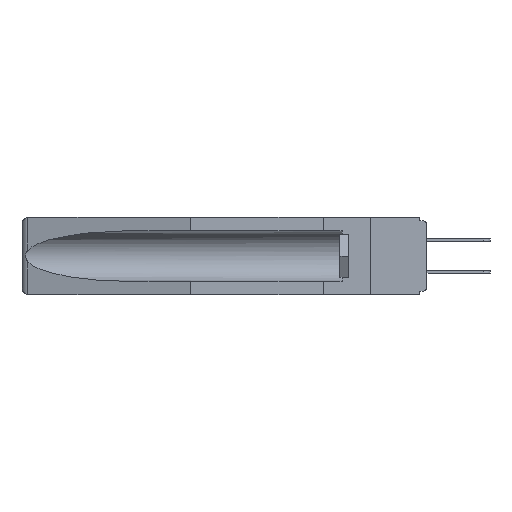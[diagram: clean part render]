
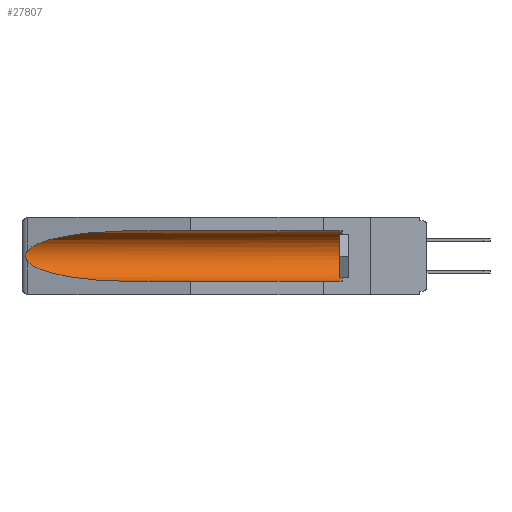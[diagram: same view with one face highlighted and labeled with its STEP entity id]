
A CAD part, left-side view. The second image highlights one B-rep face of the part: STEP entity #27807.
In plain terms, the highlighted cylindrical face has radius 2.857 mm (diameter 5.715 mm), a partial arc.
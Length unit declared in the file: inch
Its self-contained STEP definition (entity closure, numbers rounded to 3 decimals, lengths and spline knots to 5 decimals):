
#164 = CARTESIAN_POINT ( 'NONE',  ( 0.26537, 1.52718, -0.19328 ) ) ;
#905 = DIRECTION ( 'NONE',  ( 0., 0., 1. ) ) ;
#939 = VECTOR ( 'NONE', #10503, 39.37008 ) ;
#978 = VERTEX_POINT ( 'NONE', #25019 ) ;
#1581 = EDGE_CURVE ( 'NONE', #12797, #16027, #9956, .T. ) ;
#2364 = CARTESIAN_POINT ( 'NONE',  ( 0.25451, 1.48313, -0.24835 ) ) ;
#2466 = CARTESIAN_POINT ( 'NONE',  ( 0.2675, 1.53308, -0.17534 ) ) ;
#2630 = CARTESIAN_POINT ( 'NONE',  ( 0.155, 1.07973, -0.059 ) ) ;
#4787 = CARTESIAN_POINT ( 'NONE',  ( 0.26655, 1.53094, -0.18657 ) ) ;
#5020 = ORIENTED_EDGE ( 'NONE', *, *, #19052, .T. ) ;
#5531 =( BOUNDED_CURVE ( )  B_SPLINE_CURVE ( 3, ( #20751, #2364, #27649, #27738 ),
 .UNSPECIFIED., .F., .F. ) 
 B_SPLINE_CURVE_WITH_KNOTS ( ( 4, 4 ),
 ( 0.1948, 1.5708 ),
 .UNSPECIFIED. ) 
 CURVE ( )  GEOMETRIC_REPRESENTATION_ITEM ( )  RATIONAL_B_SPLINE_CURVE ( ( 1., 0.848, 0.848, 1. ) ) 
 REPRESENTATION_ITEM ( '' )  );
#6147 = AXIS2_PLACEMENT_3D ( 'NONE', #12328, #26146, #905 ) ;
#6659 = DIRECTION ( 'NONE',  ( 0., 1., 0. ) ) ;
#7471 = CARTESIAN_POINT ( 'NONE',  ( 0.26537, 1.52718, -0.19328 ) ) ;
#8632 = ORIENTED_EDGE ( 'NONE', *, *, #22178, .T. ) ;
#8770 = CARTESIAN_POINT ( 'NONE',  ( 0.155, -0.30754, -0.284 ) ) ;
#8871 = DIRECTION ( 'NONE',  ( 0., 0., 1. ) ) ;
#9321 = CARTESIAN_POINT ( 'NONE',  ( 0.26537, 1.52718, -0.14972 ) ) ;
#9956 =( BOUNDED_CURVE ( )  B_SPLINE_CURVE ( 3, ( #22336, #26996, #26886, #10859 ),
 .UNSPECIFIED., .F., .F. ) 
 B_SPLINE_CURVE_WITH_KNOTS ( ( 4, 4 ),
 ( 4.71239, 6.08839 ),
 .UNSPECIFIED. ) 
 CURVE ( )  GEOMETRIC_REPRESENTATION_ITEM ( )  RATIONAL_B_SPLINE_CURVE ( ( 1., 0.848, 0.848, 1. ) ) 
 REPRESENTATION_ITEM ( '' )  );
#10503 = DIRECTION ( 'NONE',  ( 0., 1., 0. ) ) ;
#10805 = FACE_OUTER_BOUND ( 'NONE', #29359, .T. ) ;
#10859 = CARTESIAN_POINT ( 'NONE',  ( 0.26537, 1.52718, -0.14972 ) ) ;
#12328 = CARTESIAN_POINT ( 'NONE',  ( 0.155, 0.126, -0.1715 ) ) ;
#12797 = VERTEX_POINT ( 'NONE', #2630 ) ;
#13959 = CARTESIAN_POINT ( 'NONE',  ( 0.26537, 1.52718, -0.14972 ) ) ;
#14307 = B_SPLINE_CURVE_WITH_KNOTS ( 'NONE', 3,
 ( #9321, #22915, #25236, #27644, #16184, #2466, #18485, #4787, #23115, #7471 ),
 .UNSPECIFIED., .F., .F.,
 ( 4, 2, 2, 2, 4 ),
 ( 0., 0.00029, 0.00058, 0.00087, 0.00117 ),
 .UNSPECIFIED. ) ;
#14713 = ORIENTED_EDGE ( 'NONE', *, *, #15931, .T. ) ;
#15059 = CYLINDRICAL_SURFACE ( 'NONE', #17641, 0.1125 ) ;
#15931 = EDGE_CURVE ( 'NONE', #978, #12797, #24999, .T. ) ;
#16027 = VERTEX_POINT ( 'NONE', #13959 ) ;
#16184 = CARTESIAN_POINT ( 'NONE',  ( 0.2675, 1.53308, -0.16763 ) ) ;
#16414 = EDGE_CURVE ( 'NONE', #17032, #24853, #5531, .T. ) ;
#16733 = ORIENTED_EDGE ( 'NONE', *, *, #16414, .T. ) ;
#17032 = VERTEX_POINT ( 'NONE', #164 ) ;
#17190 = CARTESIAN_POINT ( 'NONE',  ( 0.155, -0.30754, -0.059 ) ) ;
#17641 = AXIS2_PLACEMENT_3D ( 'NONE', #27100, #6659, #8871 ) ;
#17750 = DIRECTION ( 'NONE',  ( 0., 1., 0. ) ) ;
#18447 = LINE ( 'NONE', #8770, #26711 ) ;
#18485 = CARTESIAN_POINT ( 'NONE',  ( 0.2673, 1.53269, -0.17917 ) ) ;
#19052 = EDGE_CURVE ( 'NONE', #16027, #17032, #14307, .T. ) ;
#20751 = CARTESIAN_POINT ( 'NONE',  ( 0.26537, 1.52718, -0.19328 ) ) ;
#21023 = ORIENTED_EDGE ( 'NONE', *, *, #1581, .T. ) ;
#21366 = CIRCLE ( 'NONE', #6147, 0.1125 ) ;
#21492 = CARTESIAN_POINT ( 'NONE',  ( 0.155, 0.126, -0.284 ) ) ;
#22178 = EDGE_CURVE ( 'NONE', #29521, #978, #21366, .T. ) ;
#22336 = CARTESIAN_POINT ( 'NONE',  ( 0.155, 1.07973, -0.059 ) ) ;
#22915 = CARTESIAN_POINT ( 'NONE',  ( 0.26597, 1.52961, -0.15275 ) ) ;
#22956 = ORIENTED_EDGE ( 'NONE', *, *, #25604, .F. ) ;
#23115 = CARTESIAN_POINT ( 'NONE',  ( 0.26597, 1.5296, -0.19026 ) ) ;
#24853 = VERTEX_POINT ( 'NONE', #26643 ) ;
#24999 = LINE ( 'NONE', #17190, #939 ) ;
#25019 = CARTESIAN_POINT ( 'NONE',  ( 0.155, 0.126, -0.059 ) ) ;
#25236 = CARTESIAN_POINT ( 'NONE',  ( 0.26654, 1.53092, -0.15636 ) ) ;
#25604 = EDGE_CURVE ( 'NONE', #29521, #24853, #18447, .T. ) ;
#26146 = DIRECTION ( 'NONE',  ( 0., -1., 0. ) ) ;
#26643 = CARTESIAN_POINT ( 'NONE',  ( 0.155, 1.07973, -0.284 ) ) ;
#26711 = VECTOR ( 'NONE', #17750, 39.37008 ) ;
#26886 = CARTESIAN_POINT ( 'NONE',  ( 0.25451, 1.48313, -0.09465 ) ) ;
#26996 = CARTESIAN_POINT ( 'NONE',  ( 0.21114, 1.30732, -0.059 ) ) ;
#27100 = CARTESIAN_POINT ( 'NONE',  ( 0.155, -0.30754, -0.1715 ) ) ;
#27644 = CARTESIAN_POINT ( 'NONE',  ( 0.2673, 1.5327, -0.16383 ) ) ;
#27649 = CARTESIAN_POINT ( 'NONE',  ( 0.21114, 1.30732, -0.284 ) ) ;
#27738 = CARTESIAN_POINT ( 'NONE',  ( 0.155, 1.07973, -0.284 ) ) ;
#27807 = ADVANCED_FACE ( 'NONE', ( #10805 ), #15059, .F. ) ;
#29359 = EDGE_LOOP ( 'NONE', ( #21023, #5020, #16733, #22956, #8632, #14713 ) ) ;
#29521 = VERTEX_POINT ( 'NONE', #21492 ) ;
